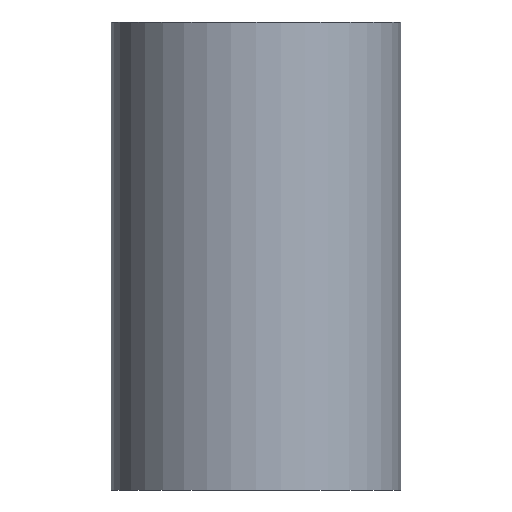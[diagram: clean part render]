
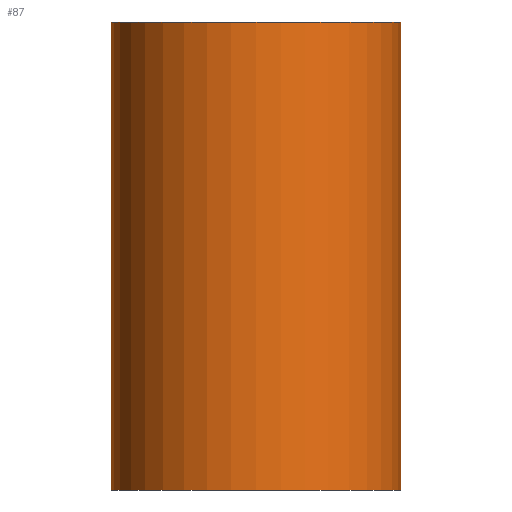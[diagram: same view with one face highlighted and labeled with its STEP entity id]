
A CAD part, front view. The second image highlights one B-rep face of the part: STEP entity #87.
In plain terms, the highlighted cylindrical face has radius 2.75 mm (diameter 5.5 mm), a full revolution.
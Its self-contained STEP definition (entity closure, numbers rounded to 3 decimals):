
#24=FACE_OUTER_BOUND('',#31,.T.);
#31=EDGE_LOOP('',(#73,#74,#75,#76));
#38=LINE('',#163,#41);
#41=VECTOR('',#138,2.75);
#46=CIRCLE('',#112,2.75);
#47=CIRCLE('',#113,2.75);
#52=VERTEX_POINT('',#160);
#53=VERTEX_POINT('',#162);
#60=EDGE_CURVE('',#52,#52,#46,.T.);
#61=EDGE_CURVE('',#52,#53,#38,.T.);
#62=EDGE_CURVE('',#53,#53,#47,.T.);
#73=ORIENTED_EDGE('',*,*,#60,.F.);
#74=ORIENTED_EDGE('',*,*,#61,.T.);
#75=ORIENTED_EDGE('',*,*,#62,.T.);
#76=ORIENTED_EDGE('',*,*,#61,.F.);
#83=CYLINDRICAL_SURFACE('',#111,2.75);
#87=ADVANCED_FACE('',(#24),#83,.T.);
#111=AXIS2_PLACEMENT_3D('',#159,#134,#135);
#112=AXIS2_PLACEMENT_3D('',#161,#136,#137);
#113=AXIS2_PLACEMENT_3D('',#164,#139,#140);
#134=DIRECTION('center_axis',(0.,0.,1.));
#135=DIRECTION('ref_axis',(-1.,0.,0.));
#136=DIRECTION('center_axis',(0.,0.,
1.));
#137=DIRECTION('ref_axis',(-1.,0.,0.));
#138=DIRECTION('',(0.,0.,-1.));
#139=DIRECTION('center_axis',(0.,0.,
1.));
#140=DIRECTION('ref_axis',(-1.,0.,0.));
#159=CARTESIAN_POINT('Origin',(-16.,16.,7.6));
#160=CARTESIAN_POINT('',(-13.25,16.,16.5));
#161=CARTESIAN_POINT('Origin',(-16.,16.,16.5));
#162=CARTESIAN_POINT('',(-13.25,16.,7.6));
#163=CARTESIAN_POINT('',(-13.25,16.,7.6));
#164=CARTESIAN_POINT('Origin',(-16.,16.,7.6));
